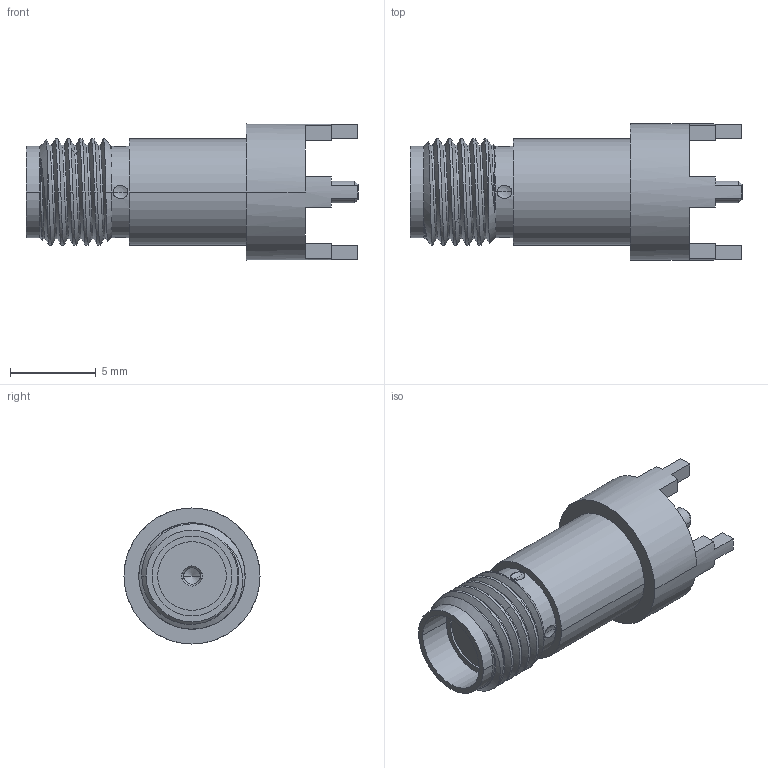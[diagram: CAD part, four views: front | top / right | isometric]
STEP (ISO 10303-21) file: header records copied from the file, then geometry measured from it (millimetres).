
FILE_DESCRIPTION((''),'2;1');
FILE_NAME('132319_SW0001','2020-05-05T',('karthik'),(''),'CREO PARAMETRIC BY PTC INC, 2018360','CREO PARAMETRIC BY PTC INC, 2018360','');
FILE_SCHEMA(('CONFIG_CONTROL_DESIGN'));
Length unit declared in the file: millimetre
Products named in the file (1): 132319_SW0001
Bounding box: 19.33 x 7.92 x 7.92 mm (x, y, z)
Volume: 506.6 mm3; surface area: 571.9 mm2
Topology: 1 solids, 1 shells, 102 faces, 271 edges, 171 vertices
Faces by surface type: plane 43, cylinder 35, cone 10, sphere 8, bspline 6
Entity records: 5047 total; most frequent: CARTESIAN_POINT 2537, ORIENTED_EDGE 522, DIRECTION 507, EDGE_CURVE 261, AXIS2_PLACEMENT_3D 193, VERTEX_POINT 171, VECTOR 121, LINE 121
